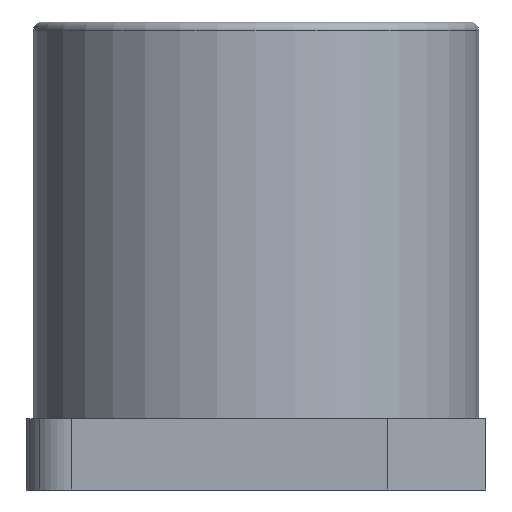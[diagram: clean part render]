
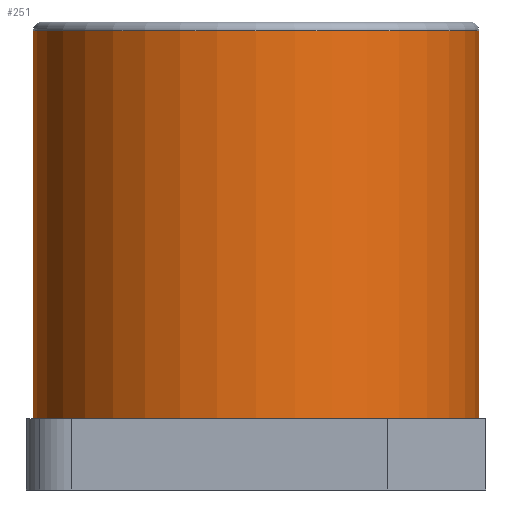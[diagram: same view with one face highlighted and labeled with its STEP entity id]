
A CAD part, front view. The second image highlights one B-rep face of the part: STEP entity #251.
In plain terms, the highlighted cylindrical face has radius 5 mm (diameter 10 mm), a partial arc.
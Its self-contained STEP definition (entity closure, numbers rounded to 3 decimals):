
#251=ADVANCED_FACE('',(#322),#323,.T.);
#322=FACE_OUTER_BOUND('',#398,.T.);
#323=CYLINDRICAL_SURFACE('',#399,5.0);
#398=EDGE_LOOP('',(#662,#663,#664,#665));
#399=AXIS2_PLACEMENT_3D('',#666,#667,#668);
#662=ORIENTED_EDGE('',*,*,#778,.F.);
#663=ORIENTED_EDGE('',*,*,#779,.F.);
#664=ORIENTED_EDGE('',*,*,#780,.F.);
#665=ORIENTED_EDGE('',*,*,#781,.F.);
#666=CARTESIAN_POINT('',(5.15,5.15,1.6));
#667=DIRECTION('',(0.0,-0.0,1.0));
#668=DIRECTION('',(-1.0,0.0,0.0));
#778=EDGE_CURVE('',#918,#919,#920,.T.);
#779=EDGE_CURVE('',#921,#918,#922,.T.);
#780=EDGE_CURVE('',#923,#921,#924,.T.);
#781=EDGE_CURVE('',#919,#923,#925,.T.);
#918=VERTEX_POINT('',#1126);
#919=VERTEX_POINT('',#1127);
#920=LINE('',#1128,#1129);
#921=VERTEX_POINT('',#1130);
#922=CIRCLE('',#1131,5.0);
#923=VERTEX_POINT('',#1132);
#924=LINE('',#1133,#1134);
#925=CIRCLE('',#1135,5.0);
#1126=CARTESIAN_POINT('',(0.15,5.15,1.6));
#1127=CARTESIAN_POINT('',(0.15,5.15,10.3));
#1128=CARTESIAN_POINT('',(0.15,5.15,1.6));
#1129=VECTOR('',#1254,1.0);
#1130=CARTESIAN_POINT('',(10.15,5.15,1.6));
#1131=AXIS2_PLACEMENT_3D('',#1255,#1256,#1257);
#1132=CARTESIAN_POINT('',(10.15,5.15,10.3));
#1133=CARTESIAN_POINT('',(10.15,5.15,1.6));
#1134=VECTOR('',#1258,1.0);
#1135=AXIS2_PLACEMENT_3D('',#1259,#1260,#1261);
#1254=DIRECTION('',(-0.0,-0.0,1.0));
#1255=CARTESIAN_POINT('',(5.15,5.15,1.6));
#1256=DIRECTION('',(0.0,0.0,-1.0));
#1257=DIRECTION('',(-1.0,0.0,0.0));
#1258=DIRECTION('',(-0.0,-0.0,-1.0));
#1259=CARTESIAN_POINT('',(5.15,5.15,10.3));
#1260=DIRECTION('',(0.0,0.0,1.0));
#1261=DIRECTION('',(-1.0,0.0,0.0));
